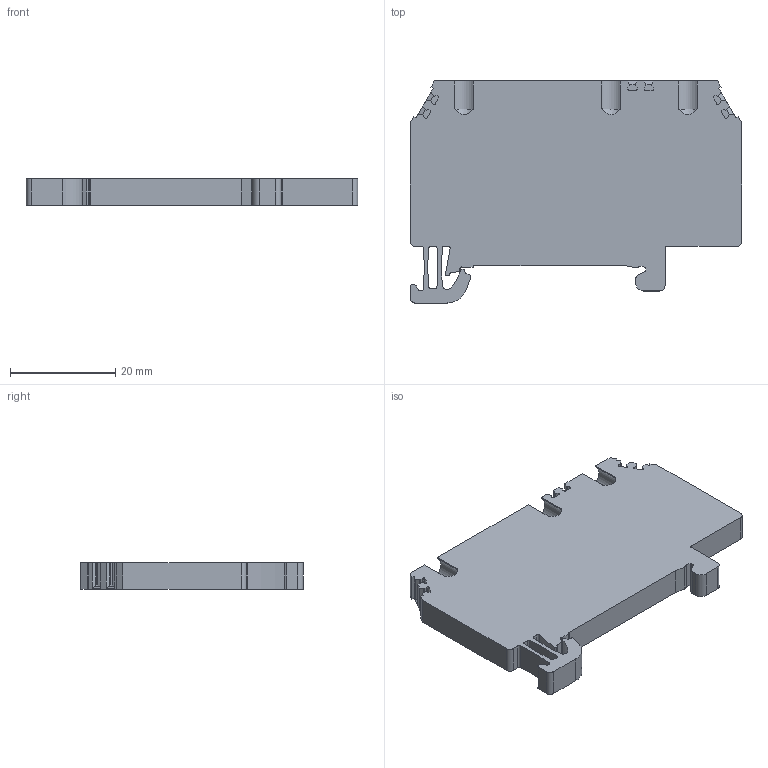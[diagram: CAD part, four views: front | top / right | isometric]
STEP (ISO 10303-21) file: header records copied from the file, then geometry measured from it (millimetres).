
FILE_DESCRIPTION(/* description */ (''),/* implementation_level */ '2;1');
FILE_NAME(/* name */ '3214_FSL25_3A_iso.stp',/* time_stamp */ '2011-07-29T08:42:57+02:00',/* author */ (''),/* organization */ (''),/* preprocessor_version */ 'ST-DEVELOPER v11',/* originating_system */ 'SIEMENS UGS NX 6.0',/* authorisation */ '');
FILE_SCHEMA (('CONFIG_CONTROL_DESIGN'));
Length unit declared in the file: millimetre
Products named in the file (1): 3214_FSL25_3A_iso
Bounding box: 63.1 x 42.3 x 5.1 mm (x, y, z)
Volume: 10119 mm3; surface area: 6606.8 mm2
Topology: 1 solids, 1 shells, 407 faces, 1135 edges, 723 vertices
Faces by surface type: plane 221, cylinder 131, bspline 36, sphere 8, torus 8, cone 3
Entity records: 18003 total; most frequent: CARTESIAN_POINT 7717, ORIENTED_EDGE 2244, DIRECTION 2026, EDGE_CURVE 1122, VERTEX_POINT 722, LINE 718, VECTOR 718, AXIS2_PLACEMENT_3D 654
